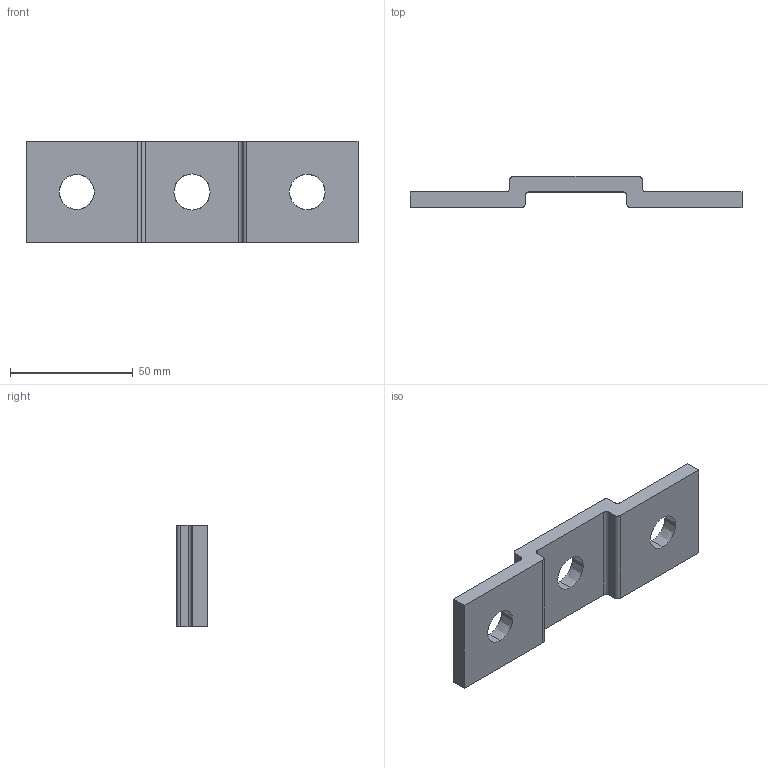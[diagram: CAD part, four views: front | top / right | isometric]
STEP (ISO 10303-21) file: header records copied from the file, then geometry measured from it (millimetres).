
FILE_DESCRIPTION(('TurboCAD Mac Pro'),'Build 980');
FILE_NAME('P1455.stp',' ',(''),(''),'ACIS Interop','IMSI','TurboCAD Mac Pro BY IMSI, INCORPORATED');
FILE_SCHEMA(('automotive_design'));
Length unit declared in the file: inch
Products named in the file (1): 1
Bounding box: 134.97 x 12.7 x 41.27 mm (x, y, z)
Volume: 35526.7 mm3; surface area: 14235.7 mm2
Topology: 1 solids, 1 shells, 34 faces, 96 edges, 64 vertices
Faces by surface type: bspline 20, plane 14
Entity records: 1616 total; most frequent: CARTESIAN_POINT 587, ORIENTED_EDGE 192, EDGE_CURVE 96, DIRECTION 74, VERTEX_POINT 64, B_SPLINE_CURVE_WITH_KNOTS 52, LINE 44, VECTOR 44
